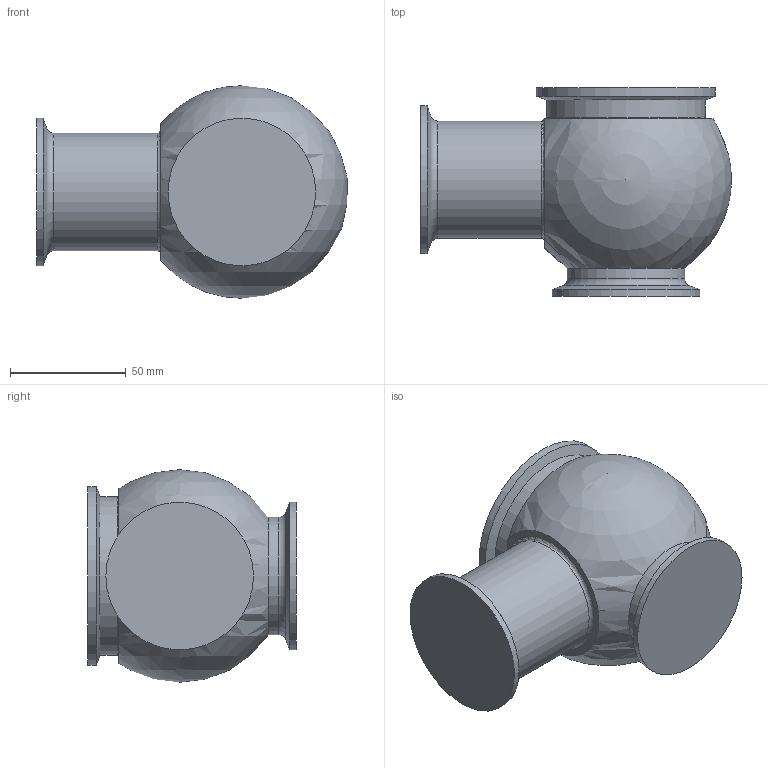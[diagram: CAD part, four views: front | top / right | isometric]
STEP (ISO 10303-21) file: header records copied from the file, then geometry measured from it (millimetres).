
FILE_DESCRIPTION(/* description */ (''),/* implementation_level */ '2;1');
FILE_NAME(/* name */ '111711.stp',/* time_stamp */ '2021-08-18T14:53:07+05:00',/* author */ ('H7M44K'),/* organization */ (''),/* preprocessor_version */ 'ST-DEVELOPER v18.1',/* originating_system */ 'Autodesk Inventor 2020',/* authorisation */ '');
FILE_SCHEMA (('AUTOMOTIVE_DESIGN { 1 0 10303 214 3 1 1 }','AUTOMOTIVE_DESIGN'));
Length unit declared in the file: inch
Products named in the file (1): 111711
Bounding box: 134.59 x 90.17 x 92.05 mm (x, y, z)
Volume: 533976.5 mm3; surface area: 44042.1 mm2
Topology: 1 solids, 1 shells, 19 faces, 56 edges, 39 vertices
Faces by surface type: cylinder 6, plane 5, torus 4, cone 3, sphere 1
Full cylindrical faces by diameter (mm): 50.8 x2, 63.906 x2, 68.783 x1, 77.47 x1
Entity records: 712 total; most frequent: DIRECTION 135, CARTESIAN_POINT 122, ORIENTED_EDGE 108, AXIS2_PLACEMENT_3D 62, EDGE_CURVE 54, CIRCLE 42, VERTEX_POINT 39, EDGE_LOOP 21
